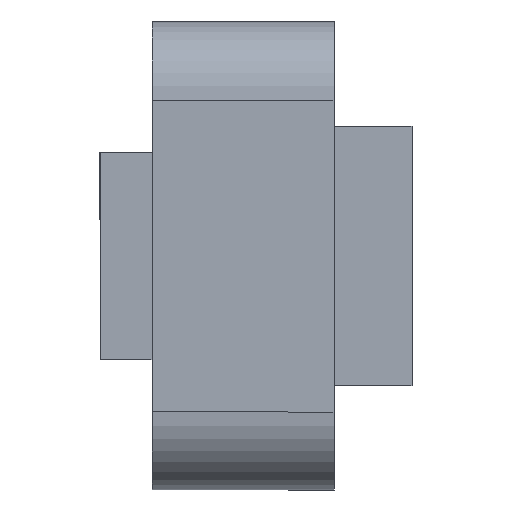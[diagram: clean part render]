
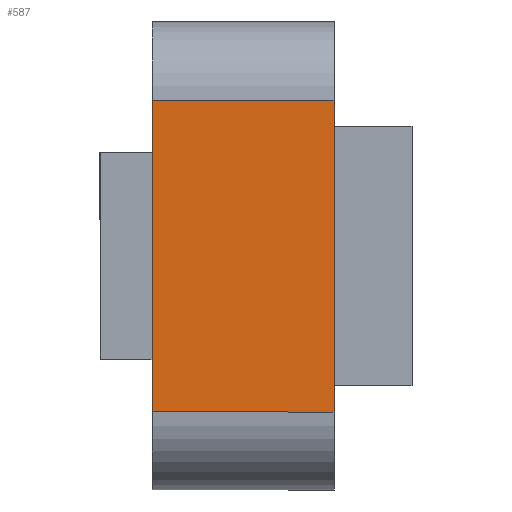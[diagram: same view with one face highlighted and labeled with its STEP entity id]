
A CAD part, front view. The second image highlights one B-rep face of the part: STEP entity #587.
In plain terms, the highlighted planar face has unit normal (0, -1, 0).
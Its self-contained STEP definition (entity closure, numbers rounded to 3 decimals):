
#14 = EDGE_CURVE ( 'NONE', #177, #257, #833, .T. ) ;
#15 = CARTESIAN_POINT ( 'NONE',  ( -7., -9., -6. ) ) ;
#134 = VECTOR ( 'NONE', #397, 1000. ) ;
#140 = ORIENTED_EDGE ( 'NONE', *, *, #563, .T. ) ;
#144 = LINE ( 'NONE', #377, #649 ) ;
#177 = VERTEX_POINT ( 'NONE', #342 ) ;
#257 = VERTEX_POINT ( 'NONE', #433 ) ;
#314 = VERTEX_POINT ( 'NONE', #443 ) ;
#342 = CARTESIAN_POINT ( 'NONE',  ( 0., -9., -6. ) ) ;
#357 = AXIS2_PLACEMENT_3D ( 'NONE', #935, #670, #496 ) ;
#377 = CARTESIAN_POINT ( 'NONE',  ( -7., -9., 6. ) ) ;
#386 = FACE_OUTER_BOUND ( 'NONE', #628, .T. ) ;
#397 = DIRECTION ( 'NONE',  ( -1., 0., 0. ) ) ;
#399 = EDGE_CURVE ( 'NONE', #314, #257, #861, .T. ) ;
#433 = CARTESIAN_POINT ( 'NONE',  ( -7., -9., -6. ) ) ;
#443 = CARTESIAN_POINT ( 'NONE',  ( -7., -9., 6. ) ) ;
#496 = DIRECTION ( 'NONE',  ( 1., 0., 0. ) ) ;
#530 = VERTEX_POINT ( 'NONE', #643 ) ;
#563 = EDGE_CURVE ( 'NONE', #177, #530, #803, .T. ) ;
#565 = CARTESIAN_POINT ( 'NONE',  ( -7., -9., -6. ) ) ;
#569 = ORIENTED_EDGE ( 'NONE', *, *, #745, .T. ) ;
#587 = ADVANCED_FACE ( 'NONE', ( #386 ), #1122, .T. ) ;
#596 = ORIENTED_EDGE ( 'NONE', *, *, #14, .F. ) ;
#628 = EDGE_LOOP ( 'NONE', ( #669, #596, #140, #569 ) ) ;
#643 = CARTESIAN_POINT ( 'NONE',  ( 0., -9., 6. ) ) ;
#649 = VECTOR ( 'NONE', #810, 1000. ) ;
#669 = ORIENTED_EDGE ( 'NONE', *, *, #399, .T. ) ;
#670 = DIRECTION ( 'NONE',  ( 0., -1., 0. ) ) ;
#716 = VECTOR ( 'NONE', #724, 1000. ) ;
#724 = DIRECTION ( 'NONE',  ( 0., 0., -1. ) ) ;
#745 = EDGE_CURVE ( 'NONE', #530, #314, #144, .T. ) ;
#803 = LINE ( 'NONE', #938, #827 ) ;
#810 = DIRECTION ( 'NONE',  ( -1., 0., 0. ) ) ;
#827 = VECTOR ( 'NONE', #1131, 1000. ) ;
#833 = LINE ( 'NONE', #565, #134 ) ;
#861 = LINE ( 'NONE', #15, #716 ) ;
#935 = CARTESIAN_POINT ( 'NONE',  ( -7., -9., 6. ) ) ;
#938 = CARTESIAN_POINT ( 'NONE',  ( 0., -9., 6. ) ) ;
#1122 = PLANE ( 'NONE',  #357 ) ;
#1131 = DIRECTION ( 'NONE',  ( 0., 0., 1. ) ) ;
